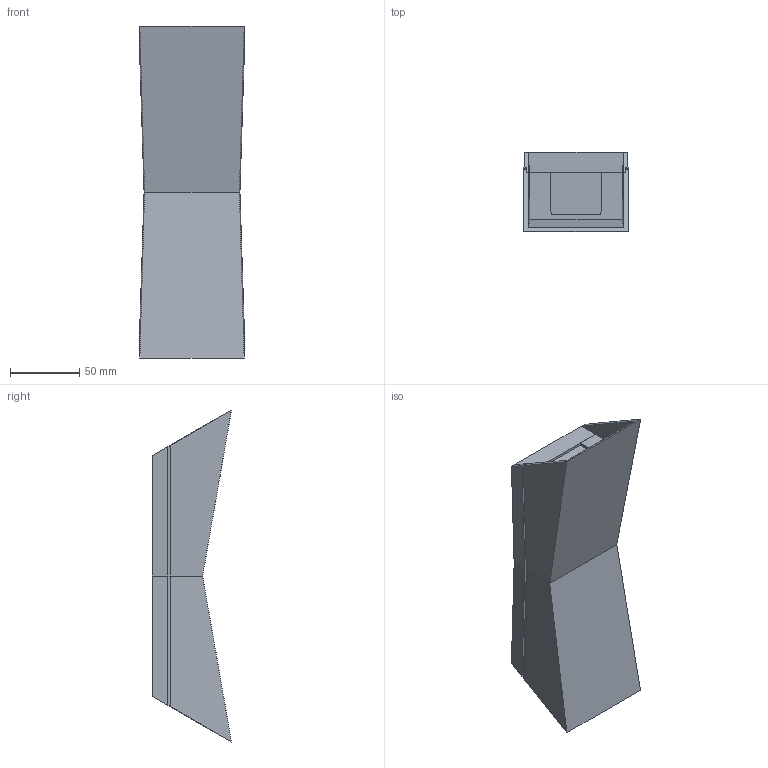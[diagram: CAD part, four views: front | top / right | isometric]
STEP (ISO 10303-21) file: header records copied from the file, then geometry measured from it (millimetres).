
FILE_DESCRIPTION(/* description */ (''),/* implementation_level */ '2;1');
FILE_NAME(/* name */ 'GL19307.1004',/* time_stamp */ '2021-10-04T13:37:13+08:00',/* author */ (''),/* organization */ (''),/* preprocessor_version */ 'ST-DEVELOPER v9',/* originating_system */ 'UGS - NX 4.0',/* authorisation */ '');
FILE_SCHEMA (('CONFIG_CONTROL_DESIGN'));
Length unit declared in the file: millimetre
Products named in the file (1): Admi0DE4fewy
Bounding box: 75.41 x 57.14 x 240 mm (x, y, z)
Volume: 557735.6 mm3; surface area: 114072.2 mm2
Topology: 2 solids, 2 shells, 74 faces, 199 edges, 130 vertices
Faces by surface type: plane 68, cylinder 6
Entity records: 2357 total; most frequent: CARTESIAN_POINT 404, ORIENTED_EDGE 398, DIRECTION 363, EDGE_CURVE 199, LINE 185, VECTOR 185, VERTEX_POINT 130, AXIS2_PLACEMENT_3D 89
